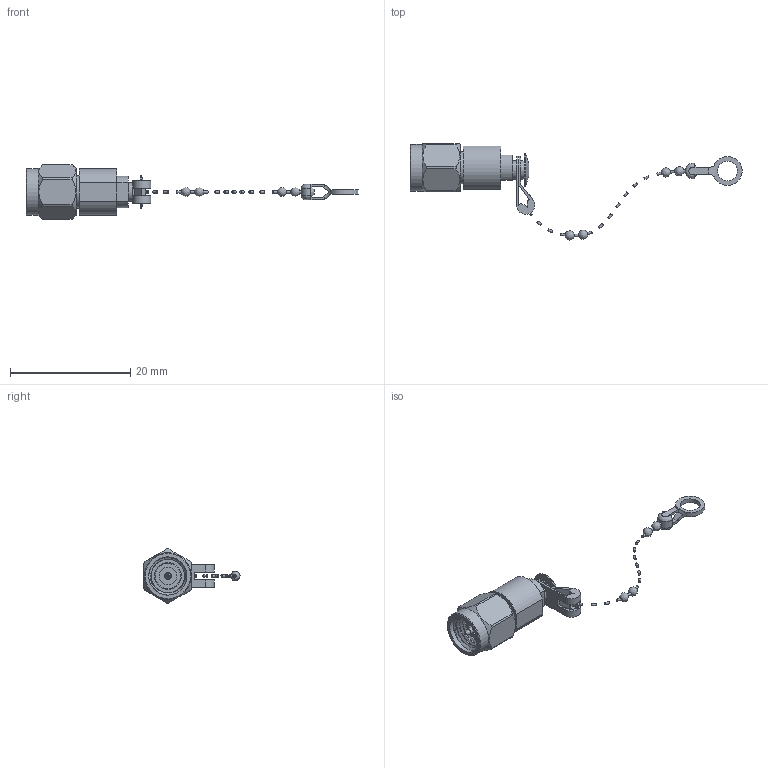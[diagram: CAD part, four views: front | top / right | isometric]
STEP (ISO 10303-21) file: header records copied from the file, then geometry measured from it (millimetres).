
FILE_DESCRIPTION (( 'STEP AP203' ), '1' );
FILE_NAME ('PE6174_3D.step', '2020-07-24T20:27:32', ( '' ), ( '' ), 'SwSTEP 2.0', 'SolidWorks 2018', '' );
FILE_SCHEMA (( 'CONFIG_CONTROL_DESIGN' ));
Length unit declared in the file: inch
Products named in the file (1): PE6174_3D
Bounding box: 55.17 x 15.97 x 8.99 mm (x, y, z)
Volume: 722.2 mm3; surface area: 1136.9 mm2
Topology: 12 solids, 12 shells, 165 faces, 394 edges, 262 vertices
Faces by surface type: plane 68, bspline 52, cylinder 39, cone 6
Full cylindrical faces by diameter (mm): 0.94 x1, 1.194 x1, 2.92 x1, 3.109 x3, 3.302 x1, 4.445 x1, 5.222 x1, 5.334 x1, 5.455 x1, 5.73 x1, 6.35 x6, 7.762 x1
Entity records: 8668 total; most frequent: CARTESIAN_POINT 5463, ORIENTED_EDGE 678, DIRECTION 517, EDGE_CURVE 339, VERTEX_POINT 254, EDGE_LOOP 221, AXIS2_PLACEMENT_3D 184, FACE_OUTER_BOUND 171
